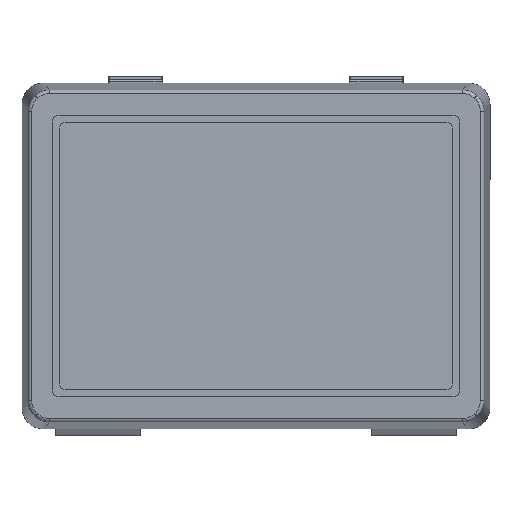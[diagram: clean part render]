
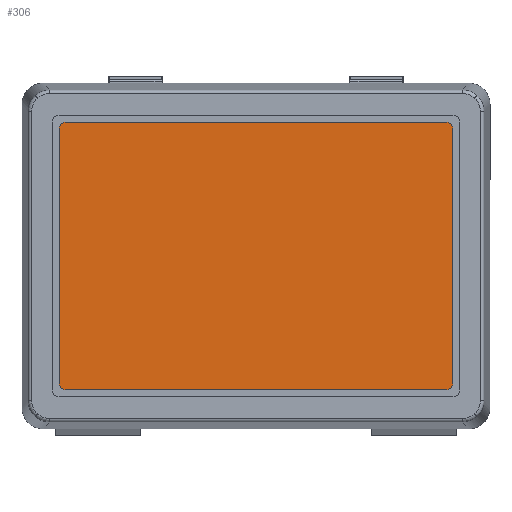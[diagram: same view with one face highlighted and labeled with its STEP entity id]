
A CAD part, front view. The second image highlights one B-rep face of the part: STEP entity #306.
In plain terms, the highlighted planar face has unit normal (0, -1, 0).
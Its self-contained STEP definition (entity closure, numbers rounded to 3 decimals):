
#45 = CARTESIAN_POINT ( 'NONE',  ( 55.5, 0., 35.75 ) ) ;
#96 = EDGE_CURVE ( 'NONE', #4318, #1354, #3151, .T. ) ;
#173 = CARTESIAN_POINT ( 'NONE',  ( 53.5, 0., -35.75 ) ) ;
#196 = EDGE_CURVE ( 'NONE', #3794, #743, #1814, .T. ) ;
#306 = ADVANCED_FACE ( 'NONE', ( #5400 ), #2008, .F. ) ;
#331 = CIRCLE ( 'NONE', #3150, 2. ) ;
#361 = ORIENTED_EDGE ( 'NONE', *, *, #196, .T. ) ;
#386 = DIRECTION ( 'NONE',  ( 0., -1., 0. ) ) ;
#480 = VERTEX_POINT ( 'NONE', #4097 ) ;
#515 = ORIENTED_EDGE ( 'NONE', *, *, #4655, .T. ) ;
#516 = DIRECTION ( 'NONE',  ( 0., 0., 1. ) ) ;
#521 = CARTESIAN_POINT ( 'NONE',  ( -55.5, 0., -35.75 ) ) ;
#537 = AXIS2_PLACEMENT_3D ( 'NONE', #3937, #4842, #1061 ) ;
#574 = VECTOR ( 'NONE', #4811, 1000. ) ;
#587 = ORIENTED_EDGE ( 'NONE', *, *, #3388, .T. ) ;
#743 = VERTEX_POINT ( 'NONE', #3918 ) ;
#772 = ORIENTED_EDGE ( 'NONE', *, *, #4161, .T. ) ;
#923 = CARTESIAN_POINT ( 'NONE',  ( 53.5, 0., 37.75 ) ) ;
#967 = ORIENTED_EDGE ( 'NONE', *, *, #96, .T. ) ;
#1052 = AXIS2_PLACEMENT_3D ( 'NONE', #173, #2585, #4534 ) ;
#1061 = DIRECTION ( 'NONE',  ( 0., 0., 1. ) ) ;
#1256 = ORIENTED_EDGE ( 'NONE', *, *, #1429, .T. ) ;
#1354 = VERTEX_POINT ( 'NONE', #521 ) ;
#1409 = VERTEX_POINT ( 'NONE', #1867 ) ;
#1429 = EDGE_CURVE ( 'NONE', #1354, #1409, #2568, .T. ) ;
#1726 = VERTEX_POINT ( 'NONE', #2013 ) ;
#1814 = LINE ( 'NONE', #4322, #574 ) ;
#1867 = CARTESIAN_POINT ( 'NONE',  ( -53.5, 0., -37.75 ) ) ;
#1997 = CARTESIAN_POINT ( 'NONE',  ( -55.5, 0., -37.75 ) ) ;
#2008 = PLANE ( 'NONE',  #537 ) ;
#2013 = CARTESIAN_POINT ( 'NONE',  ( 53.5, 0., -37.75 ) ) ;
#2568 = CIRCLE ( 'NONE', #5699, 2. ) ;
#2585 = DIRECTION ( 'NONE',  ( 0., -1., 0. ) ) ;
#2650 = VECTOR ( 'NONE', #516, 1000. ) ;
#2663 = DIRECTION ( 'NONE',  ( 0., -1., 0. ) ) ;
#2712 = EDGE_LOOP ( 'NONE', ( #967, #1256, #2792, #515, #772, #587, #361, #5703 ) ) ;
#2792 = ORIENTED_EDGE ( 'NONE', *, *, #5668, .T. ) ;
#2847 = DIRECTION ( 'NONE',  ( 0., 0., 1. ) ) ;
#3150 = AXIS2_PLACEMENT_3D ( 'NONE', #4027, #2663, #3542 ) ;
#3151 = LINE ( 'NONE', #6031, #4193 ) ;
#3388 = EDGE_CURVE ( 'NONE', #6089, #3794, #4158, .T. ) ;
#3542 = DIRECTION ( 'NONE',  ( 0., 0., 1. ) ) ;
#3794 = VERTEX_POINT ( 'NONE', #923 ) ;
#3858 = AXIS2_PLACEMENT_3D ( 'NONE', #4294, #386, #6214 ) ;
#3875 = CIRCLE ( 'NONE', #1052, 2. ) ;
#3902 = VECTOR ( 'NONE', #3922, 1000. ) ;
#3918 = CARTESIAN_POINT ( 'NONE',  ( -53.5, 0., 37.75 ) ) ;
#3922 = DIRECTION ( 'NONE',  ( 1., 0., 0. ) ) ;
#3936 = EDGE_CURVE ( 'NONE', #743, #4318, #331, .T. ) ;
#3937 = CARTESIAN_POINT ( 'NONE',  ( 0., 0., 0. ) ) ;
#4027 = CARTESIAN_POINT ( 'NONE',  ( -53.5, 0., 35.75 ) ) ;
#4097 = CARTESIAN_POINT ( 'NONE',  ( 55.5, 0., -35.75 ) ) ;
#4158 = CIRCLE ( 'NONE', #3858, 2. ) ;
#4159 = DIRECTION ( 'NONE',  ( 0., 0., -1. ) ) ;
#4161 = EDGE_CURVE ( 'NONE', #480, #6089, #5316, .T. ) ;
#4193 = VECTOR ( 'NONE', #4159, 1000. ) ;
#4294 = CARTESIAN_POINT ( 'NONE',  ( 53.5, 0., 35.75 ) ) ;
#4318 = VERTEX_POINT ( 'NONE', #5544 ) ;
#4322 = CARTESIAN_POINT ( 'NONE',  ( -55.5, 0., 37.75 ) ) ;
#4337 = CARTESIAN_POINT ( 'NONE',  ( 55.5, 0., 37.75 ) ) ;
#4534 = DIRECTION ( 'NONE',  ( 0., 0., 1. ) ) ;
#4655 = EDGE_CURVE ( 'NONE', #1726, #480, #3875, .T. ) ;
#4811 = DIRECTION ( 'NONE',  ( -1., 0., 0. ) ) ;
#4842 = DIRECTION ( 'NONE',  ( 0., 1., 0. ) ) ;
#4896 = LINE ( 'NONE', #1997, #3902 ) ;
#5316 = LINE ( 'NONE', #4337, #2650 ) ;
#5400 = FACE_OUTER_BOUND ( 'NONE', #2712, .T. ) ;
#5544 = CARTESIAN_POINT ( 'NONE',  ( -55.5, 0., 35.75 ) ) ;
#5668 = EDGE_CURVE ( 'NONE', #1409, #1726, #4896, .T. ) ;
#5699 = AXIS2_PLACEMENT_3D ( 'NONE', #5734, #5761, #2847 ) ;
#5703 = ORIENTED_EDGE ( 'NONE', *, *, #3936, .T. ) ;
#5734 = CARTESIAN_POINT ( 'NONE',  ( -53.5, 0., -35.75 ) ) ;
#5761 = DIRECTION ( 'NONE',  ( 0., -1., 0. ) ) ;
#6031 = CARTESIAN_POINT ( 'NONE',  ( -55.5, 0., 37.75 ) ) ;
#6089 = VERTEX_POINT ( 'NONE', #45 ) ;
#6214 = DIRECTION ( 'NONE',  ( 0., 0., 1. ) ) ;
